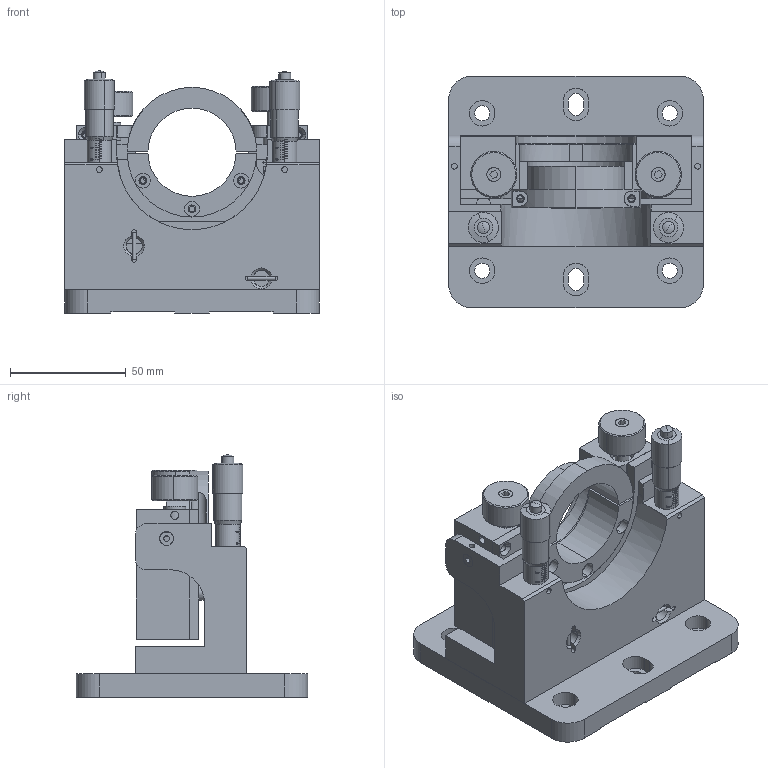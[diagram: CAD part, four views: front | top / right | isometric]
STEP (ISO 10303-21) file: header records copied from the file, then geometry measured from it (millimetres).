
FILE_DESCRIPTION (( 'STEP AP203' ), '1' );
FILE_NAME ('04VBM-038(M).STEP', '2020-06-04T07:30:52', ( '' ), ( '' ), 'SwSTEP 2.0', 'SolidWorks 2016', '' );
FILE_SCHEMA (( 'CONFIG_CONTROL_DESIGN' ));
Length unit declared in the file: millimetre
Products named in the file (1): 04VBM-038(M)
Bounding box: 110 x 100 x 104.6 mm (x, y, z)
Surface area: 86593.1 mm2 (no closed solid volume)
Topology: 0 solids, 28 shells, 343 faces, 1425 edges, 1109 vertices
Faces by surface type: plane 167, cylinder 137, cone 29, bspline 6, torus 4
Entity records: 16114 total; most frequent: CARTESIAN_POINT 4043, DIRECTION 2565, ORIENTED_EDGE 2091, EDGE_CURVE 1421, VERTEX_POINT 1109, AXIS2_PLACEMENT_3D 885, LINE 795, VECTOR 795
